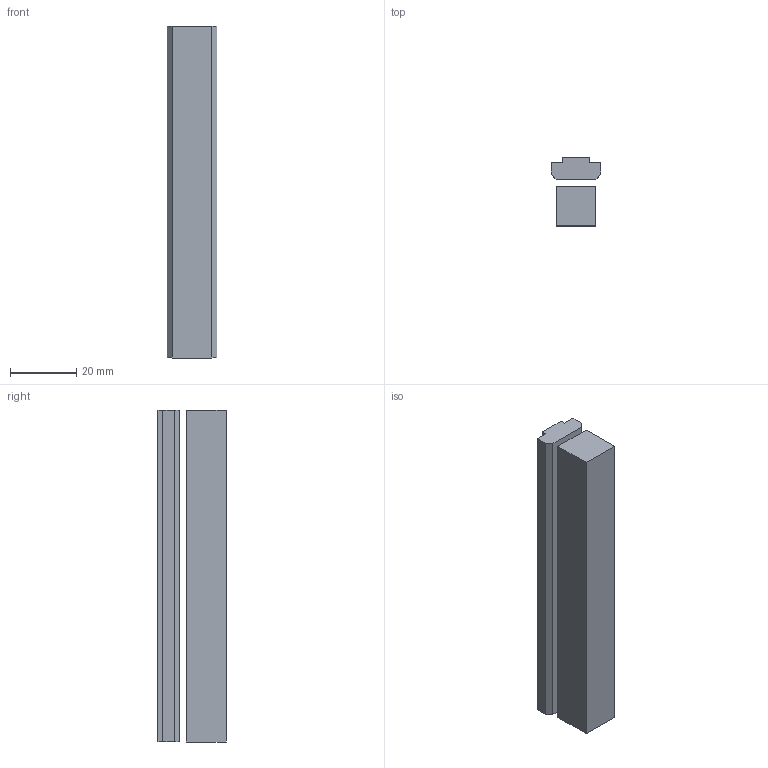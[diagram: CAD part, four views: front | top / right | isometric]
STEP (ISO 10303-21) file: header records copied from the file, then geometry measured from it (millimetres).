
FILE_DESCRIPTION(('Creo Elements/Direct Modeling STEP Export'),'2;1');
FILE_NAME('33.0105_Profillängsverbinder-MMS-33_100mm-M6.stp','2022-03-18T13:57:22',(''),(''),'PTC Creo Elements/Direct Modeling STEP processor for AP214 (Solid Model)','PTC Creo Elements/Direct Modeling 19.0C 15-Aug-2015 (C) Parametric Technology GmbH','');
FILE_SCHEMA(('AUTOMOTIVE_DESIGN { 1 0 10303 214 1 1 1 1 }'));
Length unit declared in the file: millimetre
Products named in the file (4): Profilkernmaterial-MMS-33-Nacharbeit_96.3030_PX176062; Klemmschienenprofil-MMS-33-Nacharbeit_Profillängsverbinder_96.3031_P
X176060; Gewindestift-DIN913_M6x6-45H-verz_242216_PX176059.2; Profillängsverbinder-MMS-33_100mm-M6_33.0105_PX176063
Assembly tree (6 placements, depth 2):
  Profillängsverbinder-MMS-33_100mm-M6_33.0105_PX176063
    Gewindestift-DIN913_M6x6-45H-verz_242216_PX176059.2  x4
    Klemmschienenprofil-MMS-33-Nacharbeit_Profillängsverbinder_96.3031_P
X176060
    Profilkernmaterial-MMS-33-Nacharbeit_96.3030_PX176062
Bounding box: 15 x 20.6 x 100 mm (x, y, z)
Volume: 22890.8 mm3; surface area: 10382.2 mm2
Topology: 6 solids, 6 shells, 94 faces, 210 edges, 132 vertices
Faces by surface type: plane 54, cone 24, cylinder 16
Entity records: 1664 total; most frequent: ORIENTED_EDGE 252, DIRECTION 250, CARTESIAN_POINT 247, EDGE_CURVE 126, VECTOR 88, LINE 88, AXIS2_PLACEMENT_3D 81, VERTEX_POINT 78
